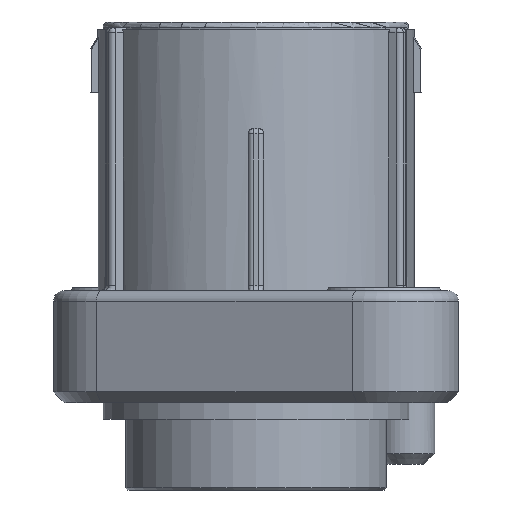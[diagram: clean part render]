
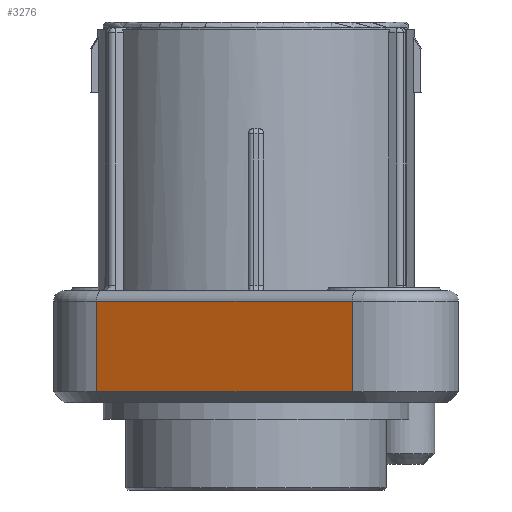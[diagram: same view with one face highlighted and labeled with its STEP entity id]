
A CAD part, left-side view. The second image highlights one B-rep face of the part: STEP entity #3276.
In plain terms, the highlighted face is planar.
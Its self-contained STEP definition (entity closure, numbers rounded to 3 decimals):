
#2068=PLANE('',#30646);
#3276=ADVANCED_FACE('',(#4992),#2068,.T.);
#4992=FACE_OUTER_BOUND('',#6666,.T.);
#6666=EDGE_LOOP('',(#10295,#10296,#10297,#10298));
#10295=ORIENTED_EDGE('',*,*,#21211,.T.);
#10296=ORIENTED_EDGE('',*,*,#21213,.T.);
#10297=ORIENTED_EDGE('',*,*,#21214,.F.);
#10298=ORIENTED_EDGE('',*,*,#21215,.T.);
#18223=VERTEX_POINT('',#46838);
#18224=VERTEX_POINT('',#46840);
#18225=VERTEX_POINT('',#46844);
#18226=VERTEX_POINT('',#46846);
#21211=EDGE_CURVE('',#18224,#18223,#24815,.T.);
#21213=EDGE_CURVE('',#18223,#18225,#24816,.T.);
#21214=EDGE_CURVE('',#18226,#18225,#24817,.T.);
#21215=EDGE_CURVE('',#18226,#18224,#24818,.T.);
#24815=LINE('',#46839,#27693);
#24816=LINE('',#46843,#27694);
#24817=LINE('',#46845,#27695);
#24818=LINE('',#46847,#27696);
#27693=VECTOR('',#34409,1.);
#27694=VECTOR('',#34414,1.);
#27695=VECTOR('',#34415,1.);
#27696=VECTOR('',#34416,1.);
#30646=AXIS2_PLACEMENT_3D('',#46848,#34417,#34418);
#34409=DIRECTION('',(0.,0.,1.));
#34414=DIRECTION('',(-0.423,-0.906,0.));
#34415=DIRECTION('',(0.,0.,1.));
#34416=DIRECTION('',(0.423,0.906,0.));
#34417=DIRECTION('',(0.906,-0.423,0.));
#34418=DIRECTION('',(-0.423,-0.906,0.));
#46838=CARTESIAN_POINT('',(26.344,9.042,-26.2));
#46839=CARTESIAN_POINT('',(26.344,9.042,-25.2));
#46840=CARTESIAN_POINT('',(26.344,9.042,-34.7));
#46843=CARTESIAN_POINT('',(26.344,9.042,-26.2));
#46844=CARTESIAN_POINT('',(15.153,-14.958,-26.2));
#46845=CARTESIAN_POINT('',(15.153,-14.958,-25.2));
#46846=CARTESIAN_POINT('',(15.153,-14.958,-34.7));
#46847=CARTESIAN_POINT('',(26.344,9.042,-34.7));
#46848=CARTESIAN_POINT('',(26.344,9.042,-25.2));
